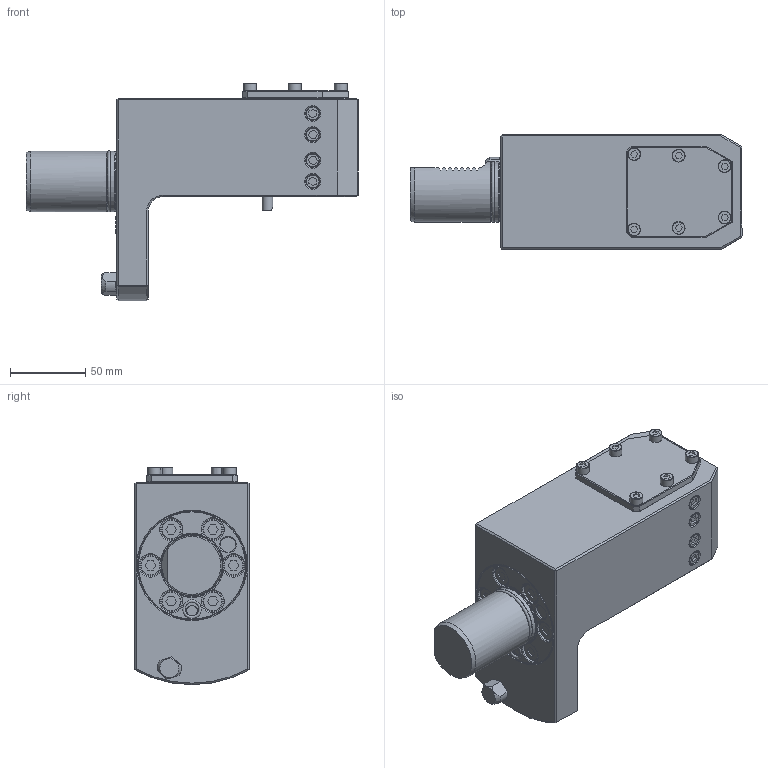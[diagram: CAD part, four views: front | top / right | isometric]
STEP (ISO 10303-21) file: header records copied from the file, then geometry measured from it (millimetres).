
FILE_DESCRIPTION (( 'STEP AP203' ), '1' );
FILE_NAME ('MZMP46-BG10Z-C.STEP', '2021-01-29T16:31:50', ( '' ), ( '' ), 'SwSTEP 2.0', 'SolidWorks 2020', '' );
FILE_SCHEMA (( 'CONFIG_CONTROL_DESIGN' ));
Length unit declared in the file: millimetre
Products named in the file (1): MZMP46-BG10Z-C
Bounding box: 220 x 76 x 144 mm (x, y, z)
Volume: 945598.1 mm3; surface area: 85765.7 mm2
Topology: 1 solids, 1 shells, 461 faces, 1130 edges, 741 vertices
Faces by surface type: plane 319, cone 61, cylinder 59, torus 18, sphere 2, bspline 2
Full cylindrical faces by diameter (mm): 4.2 x6, 6.8 x2, 7 x2, 8 x1, 8.5 x6, 10 x1, 11.34 x2, 12 x1, 13 x6, 14.5 x6, 25.4 x1, 36.9 x1, 39 x1, 39.6 x1, 40 x2, 72 x1
Entity records: 12938 total; most frequent: CARTESIAN_POINT 2826, DIRECTION 2016, ORIENTED_EDGE 1930, EDGE_CURVE 965, AXIS2_PLACEMENT_3D 690, VERTEX_POINT 676, VECTOR 636, LINE 636
